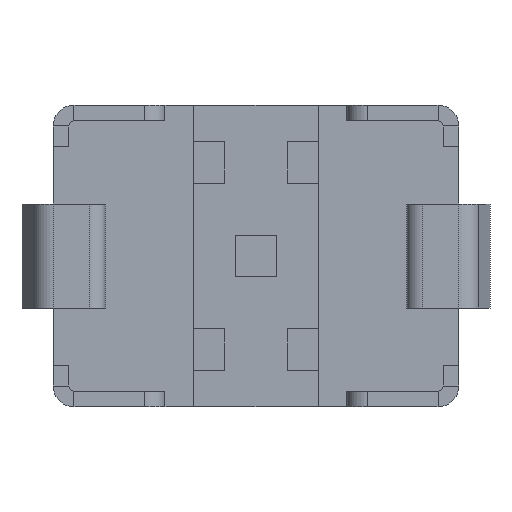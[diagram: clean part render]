
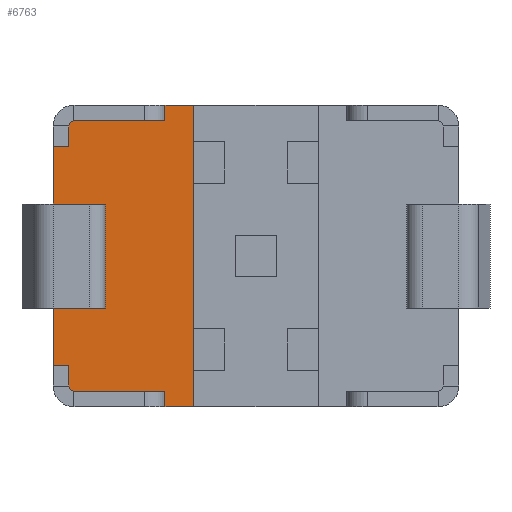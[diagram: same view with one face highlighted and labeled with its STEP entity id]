
A CAD part, front view. The second image highlights one B-rep face of the part: STEP entity #6763.
In plain terms, the highlighted planar face has unit normal (0, -1, 0).
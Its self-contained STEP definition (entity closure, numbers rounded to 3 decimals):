
#206 = VECTOR ( 'NONE', #2081, 1000. ) ;
#274 = LINE ( 'NONE', #5825, #7380 ) ;
#313 = VERTEX_POINT ( 'NONE', #4624 ) ;
#379 = CARTESIAN_POINT ( 'NONE',  ( -1.45, 0., -0.5 ) ) ;
#455 = DIRECTION ( 'NONE',  ( 1., 0., 0. ) ) ;
#505 = CIRCLE ( 'NONE', #5135, 0.05 ) ;
#566 = EDGE_CURVE ( 'NONE', #2662, #1364, #5849, .T. ) ;
#579 = VERTEX_POINT ( 'NONE', #5545 ) ;
#583 = ORIENTED_EDGE ( 'NONE', *, *, #2114, .T. ) ;
#735 = LINE ( 'NONE', #3933, #7329 ) ;
#920 = DIRECTION ( 'NONE',  ( 0., 1., 0. ) ) ;
#937 = DIRECTION ( 'NONE',  ( 0., 0., 1. ) ) ;
#963 = EDGE_CURVE ( 'NONE', #1806, #2662, #5607, .T. ) ;
#985 = CARTESIAN_POINT ( 'NONE',  ( -1.75, 0., -1.3 ) ) ;
#1003 = LINE ( 'NONE', #6156, #7559 ) ;
#1004 = DIRECTION ( 'NONE',  ( 1., 0., 0. ) ) ;
#1013 = CARTESIAN_POINT ( 'NONE',  ( -1.8, 0., -1.05 ) ) ;
#1125 = VERTEX_POINT ( 'NONE', #6970 ) ;
#1164 = CARTESIAN_POINT ( 'NONE',  ( -1.95, 0., 1.05 ) ) ;
#1177 = ORIENTED_EDGE ( 'NONE', *, *, #4270, .T. ) ;
#1216 = VERTEX_POINT ( 'NONE', #7173 ) ;
#1364 = VERTEX_POINT ( 'NONE', #2684 ) ;
#1369 = DIRECTION ( 'NONE',  ( -1., 0., 0. ) ) ;
#1501 = CARTESIAN_POINT ( 'NONE',  ( -0.875, 0., 1.3 ) ) ;
#1640 = VECTOR ( 'NONE', #4300, 1000. ) ;
#1682 = VERTEX_POINT ( 'NONE', #4955 ) ;
#1761 = CARTESIAN_POINT ( 'NONE',  ( -0.875, 0., -1.45 ) ) ;
#1762 = VECTOR ( 'NONE', #7422, 1000. ) ;
#1806 = VERTEX_POINT ( 'NONE', #5730 ) ;
#1836 = LINE ( 'NONE', #4329, #1640 ) ;
#1852 = CARTESIAN_POINT ( 'NONE',  ( -0.6, 0., -1.45 ) ) ;
#1860 = EDGE_LOOP ( 'NONE', ( #5054, #4160, #3554, #1177, #5489, #5852, #3072, #4306, #5757, #583, #4785, #5660, #4558, #2486, #4786, #6080, #2794, #2188 ) ) ;
#1871 = VECTOR ( 'NONE', #7263, 1000. ) ;
#1914 = VECTOR ( 'NONE', #7225, 1000. ) ;
#2081 = DIRECTION ( 'NONE',  ( 1., 0., 0. ) ) ;
#2110 = CARTESIAN_POINT ( 'NONE',  ( -1.45, 0., 0.5 ) ) ;
#2114 = EDGE_CURVE ( 'NONE', #7030, #3001, #4054, .T. ) ;
#2147 = EDGE_CURVE ( 'NONE', #313, #1364, #7629, .T. ) ;
#2174 = DIRECTION ( 'NONE',  ( -1., 0., 0. ) ) ;
#2188 = ORIENTED_EDGE ( 'NONE', *, *, #6945, .T. ) ;
#2274 = VERTEX_POINT ( 'NONE', #6175 ) ;
#2348 = DIRECTION ( 'NONE',  ( -1., 0., 0. ) ) ;
#2424 = EDGE_CURVE ( 'NONE', #7030, #2805, #735, .T. ) ;
#2486 = ORIENTED_EDGE ( 'NONE', *, *, #7273, .F. ) ;
#2489 = EDGE_CURVE ( 'NONE', #1682, #4187, #7613, .T. ) ;
#2590 = EDGE_CURVE ( 'NONE', #1216, #7829, #4832, .T. ) ;
#2632 = EDGE_CURVE ( 'NONE', #2805, #1806, #5124, .T. ) ;
#2662 = VERTEX_POINT ( 'NONE', #8010 ) ;
#2684 = CARTESIAN_POINT ( 'NONE',  ( -1.75, 0., 1.3 ) ) ;
#2778 = VECTOR ( 'NONE', #3550, 1000. ) ;
#2794 = ORIENTED_EDGE ( 'NONE', *, *, #8183, .F. ) ;
#2805 = VERTEX_POINT ( 'NONE', #3825 ) ;
#2873 = LINE ( 'NONE', #3258, #7449 ) ;
#2923 = CARTESIAN_POINT ( 'NONE',  ( 1.875, 0., 1.3 ) ) ;
#2954 = DIRECTION ( 'NONE',  ( 0., 0., 1. ) ) ;
#3001 = VERTEX_POINT ( 'NONE', #2110 ) ;
#3055 = LINE ( 'NONE', #7907, #8107 ) ;
#3072 = ORIENTED_EDGE ( 'NONE', *, *, #963, .F. ) ;
#3163 = DIRECTION ( 'NONE',  ( 0., 0., -1. ) ) ;
#3256 = CARTESIAN_POINT ( 'NONE',  ( -0.6, 0., -1.45 ) ) ;
#3258 = CARTESIAN_POINT ( 'NONE',  ( -0.875, 0., 1.45 ) ) ;
#3530 = CARTESIAN_POINT ( 'NONE',  ( 0., 0., 0. ) ) ;
#3550 = DIRECTION ( 'NONE',  ( 0., 0., 1. ) ) ;
#3553 = CARTESIAN_POINT ( 'NONE',  ( -1.75, 0., 1.25 ) ) ;
#3554 = ORIENTED_EDGE ( 'NONE', *, *, #4827, .T. ) ;
#3653 = DIRECTION ( 'NONE',  ( 0., 1., 0. ) ) ;
#3686 = EDGE_CURVE ( 'NONE', #579, #1682, #1836, .T. ) ;
#3765 = CARTESIAN_POINT ( 'NONE',  ( -0.875, 0., -1.3 ) ) ;
#3825 = CARTESIAN_POINT ( 'NONE',  ( -1.95, 0., 1.05 ) ) ;
#3933 = CARTESIAN_POINT ( 'NONE',  ( -1.95, 0., -1.225 ) ) ;
#3952 = CARTESIAN_POINT ( 'NONE',  ( -1.95, 0., 0.5 ) ) ;
#4054 = LINE ( 'NONE', #5347, #5741 ) ;
#4160 = ORIENTED_EDGE ( 'NONE', *, *, #5433, .T. ) ;
#4169 = CARTESIAN_POINT ( 'NONE',  ( -1.95, 0., -0.5 ) ) ;
#4187 = VERTEX_POINT ( 'NONE', #7892 ) ;
#4270 = EDGE_CURVE ( 'NONE', #4387, #313, #7286, .T. ) ;
#4300 = DIRECTION ( 'NONE',  ( 0., 0., 1. ) ) ;
#4306 = ORIENTED_EDGE ( 'NONE', *, *, #2632, .F. ) ;
#4329 = CARTESIAN_POINT ( 'NONE',  ( -1.95, 0., -1.225 ) ) ;
#4354 = VERTEX_POINT ( 'NONE', #4647 ) ;
#4387 = VERTEX_POINT ( 'NONE', #6713 ) ;
#4558 = ORIENTED_EDGE ( 'NONE', *, *, #3686, .F. ) ;
#4601 = LINE ( 'NONE', #379, #4898 ) ;
#4624 = CARTESIAN_POINT ( 'NONE',  ( -0.875, 0., 1.3 ) ) ;
#4647 = CARTESIAN_POINT ( 'NONE',  ( -1.8, 0., -1.05 ) ) ;
#4785 = ORIENTED_EDGE ( 'NONE', *, *, #6699, .F. ) ;
#4786 = ORIENTED_EDGE ( 'NONE', *, *, #4935, .F. ) ;
#4827 = EDGE_CURVE ( 'NONE', #1125, #4387, #2873, .T. ) ;
#4832 = LINE ( 'NONE', #1761, #6313 ) ;
#4888 = PLANE ( 'NONE',  #7227 ) ;
#4898 = VECTOR ( 'NONE', #8058, 1000. ) ;
#4935 = EDGE_CURVE ( 'NONE', #2274, #4354, #6158, .T. ) ;
#4955 = CARTESIAN_POINT ( 'NONE',  ( -1.95, 0., -0.5 ) ) ;
#4957 = DIRECTION ( 'NONE',  ( 0., 0., 1. ) ) ;
#5054 = ORIENTED_EDGE ( 'NONE', *, *, #2590, .T. ) ;
#5124 = LINE ( 'NONE', #1164, #1762 ) ;
#5135 = AXIS2_PLACEMENT_3D ( 'NONE', #7281, #920, #7984 ) ;
#5167 = DIRECTION ( 'NONE',  ( 0., 0., 1. ) ) ;
#5347 = CARTESIAN_POINT ( 'NONE',  ( -1.95, 0., 0.5 ) ) ;
#5400 = VERTEX_POINT ( 'NONE', #985 ) ;
#5433 = EDGE_CURVE ( 'NONE', #7829, #1125, #8279, .T. ) ;
#5489 = ORIENTED_EDGE ( 'NONE', *, *, #2147, .T. ) ;
#5545 = CARTESIAN_POINT ( 'NONE',  ( -1.95, 0., -1.05 ) ) ;
#5607 = LINE ( 'NONE', #7179, #6206 ) ;
#5660 = ORIENTED_EDGE ( 'NONE', *, *, #2489, .F. ) ;
#5694 = FACE_OUTER_BOUND ( 'NONE', #1860, .T. ) ;
#5717 = VERTEX_POINT ( 'NONE', #3765 ) ;
#5730 = CARTESIAN_POINT ( 'NONE',  ( -1.8, 0., 1.05 ) ) ;
#5741 = VECTOR ( 'NONE', #1004, 1000. ) ;
#5757 = ORIENTED_EDGE ( 'NONE', *, *, #2424, .F. ) ;
#5825 = CARTESIAN_POINT ( 'NONE',  ( -0.875, 0., -1.3 ) ) ;
#5849 = CIRCLE ( 'NONE', #8004, 0.05 ) ;
#5852 = ORIENTED_EDGE ( 'NONE', *, *, #566, .F. ) ;
#6027 = VECTOR ( 'NONE', #4957, 1000. ) ;
#6080 = ORIENTED_EDGE ( 'NONE', *, *, #6314, .F. ) ;
#6156 = CARTESIAN_POINT ( 'NONE',  ( -1.95, 0., -1.05 ) ) ;
#6158 = LINE ( 'NONE', #1013, #2778 ) ;
#6175 = CARTESIAN_POINT ( 'NONE',  ( -1.8, 0., -1.25 ) ) ;
#6206 = VECTOR ( 'NONE', #937, 1000. ) ;
#6313 = VECTOR ( 'NONE', #455, 1000. ) ;
#6314 = EDGE_CURVE ( 'NONE', #5400, #2274, #505, .T. ) ;
#6699 = EDGE_CURVE ( 'NONE', #4187, #3001, #4601, .T. ) ;
#6713 = CARTESIAN_POINT ( 'NONE',  ( -0.875, 0., 1.45 ) ) ;
#6763 = ADVANCED_FACE ( 'NONE', ( #5694 ), #4888, .F. ) ;
#6945 = EDGE_CURVE ( 'NONE', #5717, #1216, #274, .T. ) ;
#6970 = CARTESIAN_POINT ( 'NONE',  ( -0.6, 0., 1.45 ) ) ;
#7030 = VERTEX_POINT ( 'NONE', #3952 ) ;
#7173 = CARTESIAN_POINT ( 'NONE',  ( -0.875, 0., -1.45 ) ) ;
#7179 = CARTESIAN_POINT ( 'NONE',  ( -1.8, 0., 1.05 ) ) ;
#7225 = DIRECTION ( 'NONE',  ( 0., 0., -1. ) ) ;
#7227 = AXIS2_PLACEMENT_3D ( 'NONE', #3530, #3653, #8077 ) ;
#7263 = DIRECTION ( 'NONE',  ( -1., 0., 0. ) ) ;
#7273 = EDGE_CURVE ( 'NONE', #4354, #579, #1003, .T. ) ;
#7281 = CARTESIAN_POINT ( 'NONE',  ( -1.75, 0., -1.25 ) ) ;
#7286 = LINE ( 'NONE', #1501, #1914 ) ;
#7329 = VECTOR ( 'NONE', #5167, 1000. ) ;
#7380 = VECTOR ( 'NONE', #3163, 1000. ) ;
#7422 = DIRECTION ( 'NONE',  ( 1., 0., 0. ) ) ;
#7449 = VECTOR ( 'NONE', #1369, 1000. ) ;
#7476 = DIRECTION ( 'NONE',  ( 0., 1., 0. ) ) ;
#7559 = VECTOR ( 'NONE', #2348, 1000. ) ;
#7613 = LINE ( 'NONE', #4169, #206 ) ;
#7629 = LINE ( 'NONE', #2923, #1871 ) ;
#7829 = VERTEX_POINT ( 'NONE', #3256 ) ;
#7892 = CARTESIAN_POINT ( 'NONE',  ( -1.45, 0., -0.5 ) ) ;
#7907 = CARTESIAN_POINT ( 'NONE',  ( 1.875, 0., -1.3 ) ) ;
#7984 = DIRECTION ( 'NONE',  ( 0., 0., -1. ) ) ;
#8004 = AXIS2_PLACEMENT_3D ( 'NONE', #3553, #7476, #2954 ) ;
#8010 = CARTESIAN_POINT ( 'NONE',  ( -1.8, 0., 1.25 ) ) ;
#8058 = DIRECTION ( 'NONE',  ( 0., 0., 1. ) ) ;
#8077 = DIRECTION ( 'NONE',  ( 0., 0., 1. ) ) ;
#8107 = VECTOR ( 'NONE', #2174, 1000. ) ;
#8183 = EDGE_CURVE ( 'NONE', #5717, #5400, #3055, .T. ) ;
#8279 = LINE ( 'NONE', #1852, #6027 ) ;
